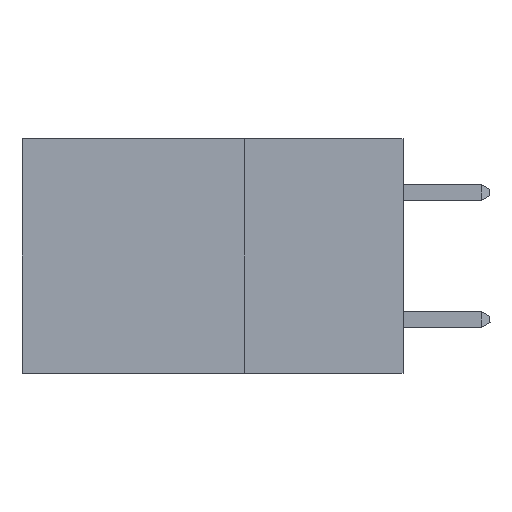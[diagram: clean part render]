
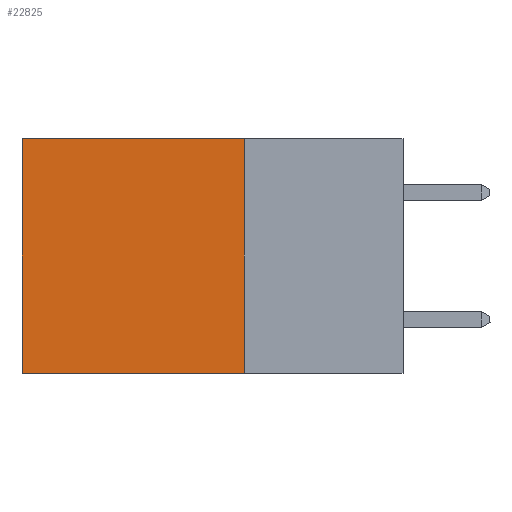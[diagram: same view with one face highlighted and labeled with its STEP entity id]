
A CAD part, left-side view. The second image highlights one B-rep face of the part: STEP entity #22825.
In plain terms, the highlighted planar face has unit normal (-1, 0, 0).
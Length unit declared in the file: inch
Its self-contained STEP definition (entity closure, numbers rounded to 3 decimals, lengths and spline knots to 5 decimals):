
#1266 = LINE ( 'NONE', #18468, #32285 ) ;
#1792 = ORIENTED_EDGE ( 'NONE', *, *, #17711, .F. ) ;
#2422 = EDGE_CURVE ( 'NONE', #33977, #30052, #9334, .T. ) ;
#3293 = VERTEX_POINT ( 'NONE', #12419 ) ;
#4387 = LINE ( 'NONE', #7408, #22537 ) ;
#4755 = DIRECTION ( 'NONE',  ( 0., 0., -1. ) ) ;
#7408 = CARTESIAN_POINT ( 'NONE',  ( 0.2875, 0.6, 0. ) ) ;
#7696 = LINE ( 'NONE', #19218, #34029 ) ;
#8242 = DIRECTION ( 'NONE',  ( 0., 1., 0. ) ) ;
#8359 = CARTESIAN_POINT ( 'NONE',  ( 0.2875, 0.25, -0.37 ) ) ;
#8996 = ORIENTED_EDGE ( 'NONE', *, *, #16963, .T. ) ;
#9334 = LINE ( 'NONE', #31988, #19519 ) ;
#12419 = CARTESIAN_POINT ( 'NONE',  ( 0.2875, 0.6, 0. ) ) ;
#12570 = VERTEX_POINT ( 'NONE', #29247 ) ;
#16377 = CARTESIAN_POINT ( 'NONE',  ( 0.2875, 0.25, 0. ) ) ;
#16963 = EDGE_CURVE ( 'NONE', #3293, #12570, #4387, .T. ) ;
#17711 = EDGE_CURVE ( 'NONE', #30052, #12570, #7696, .T. ) ;
#18468 = CARTESIAN_POINT ( 'NONE',  ( 0.2875, 0.25, 0. ) ) ;
#18723 = ORIENTED_EDGE ( 'NONE', *, *, #2422, .F. ) ;
#18837 = DIRECTION ( 'NONE',  ( 0., 1., 0. ) ) ;
#19218 = CARTESIAN_POINT ( 'NONE',  ( 0.2875, 0.25, -0.37 ) ) ;
#19519 = VECTOR ( 'NONE', #20660, 39.37008 ) ;
#20660 = DIRECTION ( 'NONE',  ( 0., 0., -1. ) ) ;
#22395 = ORIENTED_EDGE ( 'NONE', *, *, #33384, .T. ) ;
#22537 = VECTOR ( 'NONE', #4755, 39.37008 ) ;
#22825 = ADVANCED_FACE ( 'NONE', ( #25068 ), #31278, .F. ) ;
#25068 = FACE_OUTER_BOUND ( 'NONE', #36388, .T. ) ;
#29247 = CARTESIAN_POINT ( 'NONE',  ( 0.2875, 0.6, -0.37 ) ) ;
#30052 = VERTEX_POINT ( 'NONE', #8359 ) ;
#30629 = AXIS2_PLACEMENT_3D ( 'NONE', #16377, #33571, #33750 ) ;
#31278 = PLANE ( 'NONE',  #30629 ) ;
#31988 = CARTESIAN_POINT ( 'NONE',  ( 0.2875, 0.25, 0. ) ) ;
#32285 = VECTOR ( 'NONE', #18837, 39.37008 ) ;
#33384 = EDGE_CURVE ( 'NONE', #33977, #3293, #1266, .T. ) ;
#33571 = DIRECTION ( 'NONE',  ( 1., 0., 0. ) ) ;
#33750 = DIRECTION ( 'NONE',  ( 0., 0., -1. ) ) ;
#33977 = VERTEX_POINT ( 'NONE', #36911 ) ;
#34029 = VECTOR ( 'NONE', #8242, 39.37008 ) ;
#36388 = EDGE_LOOP ( 'NONE', ( #8996, #1792, #18723, #22395 ) ) ;
#36911 = CARTESIAN_POINT ( 'NONE',  ( 0.2875, 0.25, 0. ) ) ;
